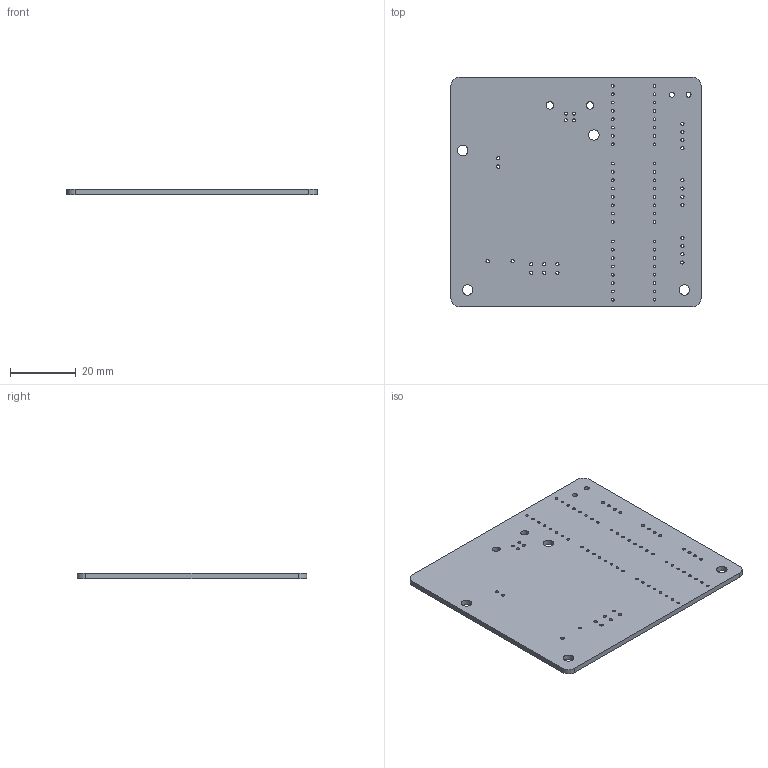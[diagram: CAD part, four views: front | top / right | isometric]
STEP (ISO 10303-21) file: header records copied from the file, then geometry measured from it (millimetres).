
FILE_DESCRIPTION(('KiCad electronic assembly'),'2;1');
FILE_NAME('startrckr_pcb.step','2022-11-07T19:52:21',('Pcbnew'),('Kicad' ),'Open CASCADE STEP processor 7.6','KiCad to STEP converter', 'Unknown');
FILE_SCHEMA(('AUTOMOTIVE_DESIGN { 1 0 10303 214 1 1 1 1 }'));
Length unit declared in the file: millimetre
Products named in the file (2): startrckr_pcb 1; startrckr_pcb PCB
Assembly tree (1 placements, depth 2):
  startrckr_pcb 1
    startrckr_pcb PCB
Bounding box: 76.2 x 69.85 x 1.6 mm (x, y, z)
Volume: 8367.6 mm3; surface area: 11341.8 mm2
Topology: 1 solids, 1 shells, 92 faces, 270 edges, 180 vertices
Faces by surface type: cylinder 86, plane 6
Full cylindrical faces by diameter (mm): 0.8 x48, 0.92 x4, 0.95 x12, 1 x10, 1.52 x2, 2.3 x2, 3.2 x4
Entity records: 7051 total; most frequent: DIRECTION 1170, CARTESIAN_POINT 1084, ORIENTED_EDGE 540, PCURVE 540, DEFINITIONAL_REPRESENTATION 540, LINE 466, VECTOR 466, CIRCLE 344
